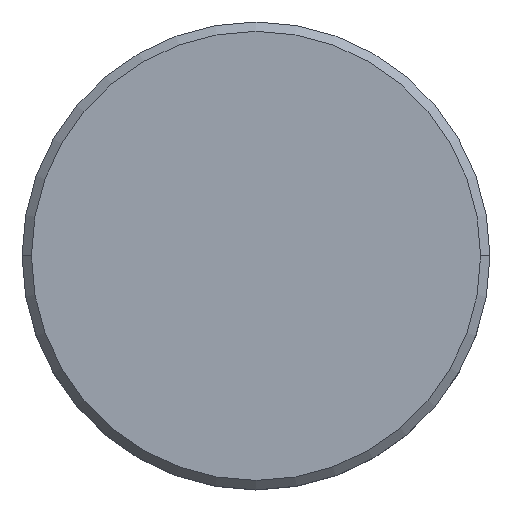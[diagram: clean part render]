
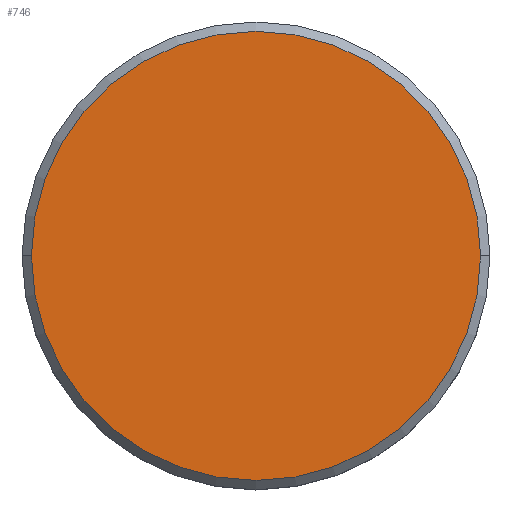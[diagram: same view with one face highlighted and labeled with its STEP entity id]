
A CAD part, top view. The second image highlights one B-rep face of the part: STEP entity #746.
In plain terms, the highlighted planar face has unit normal (0, 0, 1).
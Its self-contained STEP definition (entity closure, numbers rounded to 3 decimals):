
#53 = CIRCLE ( 'NONE', #1177, 12. ) ;
#178 = DIRECTION ( 'NONE',  ( 1., 0., 0. ) ) ;
#189 = CIRCLE ( 'NONE', #737, 12. ) ;
#219 = CARTESIAN_POINT ( 'NONE',  ( 0., 0., 0. ) ) ;
#268 = ORIENTED_EDGE ( 'NONE', *, *, #579, .T. ) ;
#295 = PLANE ( 'NONE',  #910 ) ;
#321 = CARTESIAN_POINT ( 'NONE',  ( 0., 0., 0. ) ) ;
#399 = ORIENTED_EDGE ( 'NONE', *, *, #690, .T. ) ;
#411 = DIRECTION ( 'NONE',  ( 1., 0., 0. ) ) ;
#424 = VERTEX_POINT ( 'NONE', #998 ) ;
#493 = CARTESIAN_POINT ( 'NONE',  ( 12., 0., 0. ) ) ;
#579 = EDGE_CURVE ( 'NONE', #424, #628, #189, .T. ) ;
#628 = VERTEX_POINT ( 'NONE', #493 ) ;
#654 = FACE_OUTER_BOUND ( 'NONE', #837, .T. ) ;
#690 = EDGE_CURVE ( 'NONE', #628, #424, #53, .T. ) ;
#737 = AXIS2_PLACEMENT_3D ( 'NONE', #321, #864, #411 ) ;
#746 = ADVANCED_FACE ( 'NONE', ( #654 ), #295, .T. ) ;
#837 = EDGE_LOOP ( 'NONE', ( #268, #399 ) ) ;
#864 = DIRECTION ( 'NONE',  ( 0., 0., 1. ) ) ;
#880 = DIRECTION ( 'NONE',  ( 0., 0., 1. ) ) ;
#910 = AXIS2_PLACEMENT_3D ( 'NONE', #1109, #1003, #1019 ) ;
#998 = CARTESIAN_POINT ( 'NONE',  ( -12., 0., 0. ) ) ;
#1003 = DIRECTION ( 'NONE',  ( 0., 0., 1. ) ) ;
#1019 = DIRECTION ( 'NONE',  ( 1., 0., 0. ) ) ;
#1109 = CARTESIAN_POINT ( 'NONE',  ( 0., 0., 0. ) ) ;
#1177 = AXIS2_PLACEMENT_3D ( 'NONE', #219, #880, #178 ) ;
